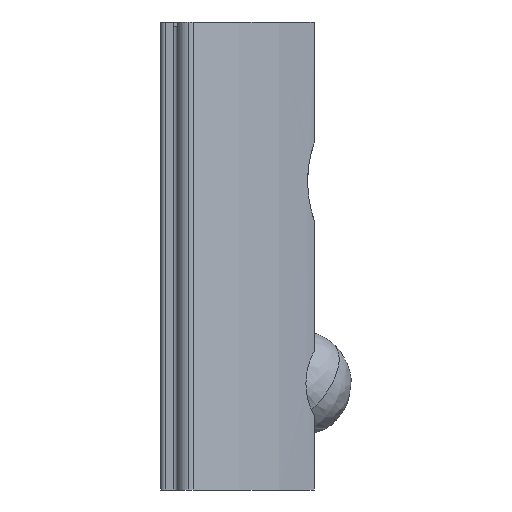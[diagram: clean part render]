
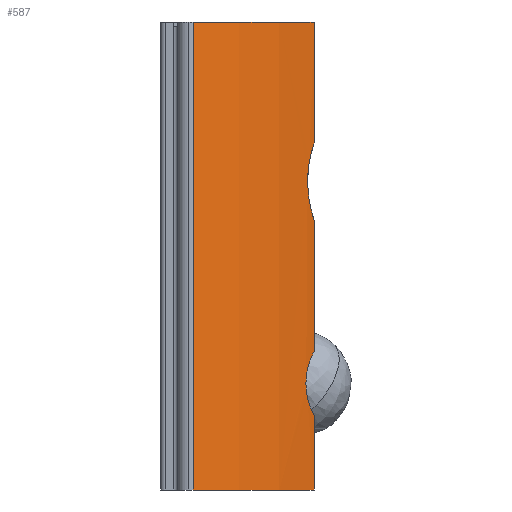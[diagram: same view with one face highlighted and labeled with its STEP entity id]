
A CAD part, left-side view. The second image highlights one B-rep face of the part: STEP entity #587.
In plain terms, the highlighted cylindrical face has radius 15 mm (diameter 30 mm), a partial arc.
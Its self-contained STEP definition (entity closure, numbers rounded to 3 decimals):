
#1 = CARTESIAN_POINT ( 'NONE',  ( -2.127, -7.107, 16.035 ) ) ;
#8 = AXIS2_PLACEMENT_3D ( 'NONE', #1131, #238, #570 ) ;
#9 = LINE ( 'NONE', #134, #1142 ) ;
#36 = DIRECTION ( 'NONE',  ( -1., 0., 0. ) ) ;
#38 = CARTESIAN_POINT ( 'NONE',  ( -2.278, -6.992, 6.064 ) ) ;
#56 = DIRECTION ( 'NONE',  ( 0., 0., 1. ) ) ;
#60 = CARTESIAN_POINT ( 'NONE',  ( -2.5, -6.818, 5. ) ) ;
#112 = CARTESIAN_POINT ( 'NONE',  ( -2., -7.2, 3.5 ) ) ;
#122 = CARTESIAN_POINT ( 'NONE',  ( -2.398, -6.898, 14.184 ) ) ;
#133 = DIRECTION ( 'NONE',  ( 0., 0., 1. ) ) ;
#134 = CARTESIAN_POINT ( 'NONE',  ( -2., -7.2, 22. ) ) ;
#136 = CARTESIAN_POINT ( 'NONE',  ( -2., -7.2, 6.5 ) ) ;
#146 = DIRECTION ( 'NONE',  ( 0., 0., -1. ) ) ;
#153 = ORIENTED_EDGE ( 'NONE', *, *, #1094, .T. ) ;
#159 = CARTESIAN_POINT ( 'NONE',  ( 6.854, 4.908, 22. ) ) ;
#163 = CARTESIAN_POINT ( 'NONE',  ( -6.702, -1.514, 22. ) ) ;
#194 = CIRCLE ( 'NONE', #857, 15. ) ;
#203 = VERTEX_POINT ( 'NONE', #163 ) ;
#209 = VERTEX_POINT ( 'NONE', #60 ) ;
#214 = ORIENTED_EDGE ( 'NONE', *, *, #1066, .T. ) ;
#217 = CARTESIAN_POINT ( 'NONE',  ( -2.355, -6.932, 15.127 ) ) ;
#220 = CARTESIAN_POINT ( 'NONE',  ( -2.5, -6.818, 5. ) ) ;
#228 = CARTESIAN_POINT ( 'NONE',  ( -2.409, -6.89, 5.681 ) ) ;
#238 = DIRECTION ( 'NONE',  ( 0., 0., 1. ) ) ;
#239 = CARTESIAN_POINT ( 'NONE',  ( -2., -7.2, 12.686 ) ) ;
#249 = LINE ( 'NONE', #843, #313 ) ;
#302 = AXIS2_PLACEMENT_3D ( 'NONE', #1093, #428, #36 ) ;
#313 = VECTOR ( 'NONE', #933, 1000. ) ;
#315 = CARTESIAN_POINT ( 'NONE',  ( -2., -7.2, 16.314 ) ) ;
#322 = CARTESIAN_POINT ( 'NONE',  ( -2.443, -6.864, 4.451 ) ) ;
#339 = DIRECTION ( 'NONE',  ( 0., 0., 1. ) ) ;
#343 = CARTESIAN_POINT ( 'NONE',  ( -2., -7.2, 12.686 ) ) ;
#347 = B_SPLINE_CURVE_WITH_KNOTS ( 'NONE', 3,
 ( #239, #1317, #1232, #1305, #122, #860, #429, #217, #1082, #1208, #1, #424 ),
 .UNSPECIFIED., .F., .F.,
 ( 4, 2, 2, 2, 2, 4 ),
 ( 0., 0.001, 0.002, 0.002, 0.003, 0.004 ),
 .UNSPECIFIED. ) ;
#355 = EDGE_CURVE ( 'NONE', #203, #794, #249, .T. ) ;
#390 = B_SPLINE_CURVE_WITH_KNOTS ( 'NONE', 3,
 ( #112, #1192, #1089, #751, #322, #421, #1196, #220 ),
 .UNSPECIFIED., .F., .F.,
 ( 4, 2, 2, 4 ),
 ( -0.002, -0.001, 0., 0. ),
 .UNSPECIFIED. ) ;
#421 = CARTESIAN_POINT ( 'NONE',  ( -2.488, -6.828, 4.72 ) ) ;
#424 = CARTESIAN_POINT ( 'NONE',  ( -2., -7.2, 16.314 ) ) ;
#428 = DIRECTION ( 'NONE',  ( 0., 0., -1. ) ) ;
#429 = CARTESIAN_POINT ( 'NONE',  ( -2.39, -6.905, 14.813 ) ) ;
#459 = CARTESIAN_POINT ( 'NONE',  ( -2., -7.2, 0. ) ) ;
#477 = ORIENTED_EDGE ( 'NONE', *, *, #915, .T. ) ;
#509 = ORIENTED_EDGE ( 'NONE', *, *, #581, .T. ) ;
#524 = VERTEX_POINT ( 'NONE', #540 ) ;
#528 = ORIENTED_EDGE ( 'NONE', *, *, #744, .T. ) ;
#540 = CARTESIAN_POINT ( 'NONE',  ( -2., -7.2, 22. ) ) ;
#547 = EDGE_CURVE ( 'NONE', #606, #1372, #9, .T. ) ;
#570 = DIRECTION ( 'NONE',  ( -1., 0., 0. ) ) ;
#581 = EDGE_CURVE ( 'NONE', #745, #209, #390, .T. ) ;
#587 = ADVANCED_FACE ( 'NONE', ( #1387 ), #996, .T. ) ;
#595 = VECTOR ( 'NONE', #339, 1000. ) ;
#606 = VERTEX_POINT ( 'NONE', #1215 ) ;
#622 = EDGE_CURVE ( 'NONE', #794, #1078, #712, .T. ) ;
#647 = EDGE_CURVE ( 'NONE', #524, #203, #194, .T. ) ;
#664 = DIRECTION ( 'NONE',  ( -1., 0., 0. ) ) ;
#677 = CARTESIAN_POINT ( 'NONE',  ( -2.5, -6.818, 5.14 ) ) ;
#712 = CIRCLE ( 'NONE', #8, 15. ) ;
#740 = LINE ( 'NONE', #1010, #595 ) ;
#744 = EDGE_CURVE ( 'NONE', #1078, #745, #1146, .T. ) ;
#745 = VERTEX_POINT ( 'NONE', #1346 ) ;
#751 = CARTESIAN_POINT ( 'NONE',  ( -2.409, -6.89, 4.32 ) ) ;
#785 = CARTESIAN_POINT ( 'NONE',  ( -2.443, -6.863, 5.547 ) ) ;
#794 = VERTEX_POINT ( 'NONE', #1064 ) ;
#798 = CARTESIAN_POINT ( 'NONE',  ( -2.154, -7.088, 6.295 ) ) ;
#819 = ORIENTED_EDGE ( 'NONE', *, *, #547, .T. ) ;
#843 = CARTESIAN_POINT ( 'NONE',  ( -6.702, -1.514, 22. ) ) ;
#857 = AXIS2_PLACEMENT_3D ( 'NONE', #159, #146, #664 ) ;
#860 = CARTESIAN_POINT ( 'NONE',  ( -2.398, -6.898, 14.656 ) ) ;
#900 = CARTESIAN_POINT ( 'NONE',  ( -2.488, -6.827, 5.278 ) ) ;
#910 = CARTESIAN_POINT ( 'NONE',  ( -2., -7.2, 22. ) ) ;
#915 = EDGE_CURVE ( 'NONE', #1372, #1349, #347, .T. ) ;
#933 = DIRECTION ( 'NONE',  ( 0., 0., -1. ) ) ;
#996 = CYLINDRICAL_SURFACE ( 'NONE', #302, 15. ) ;
#1010 = CARTESIAN_POINT ( 'NONE',  ( -2., -7.2, 22. ) ) ;
#1064 = CARTESIAN_POINT ( 'NONE',  ( -6.702, -1.514, 0. ) ) ;
#1066 = EDGE_CURVE ( 'NONE', #209, #606, #1292, .T. ) ;
#1078 = VERTEX_POINT ( 'NONE', #459 ) ;
#1079 = EDGE_LOOP ( 'NONE', ( #1120, #1371, #1175, #528, #509, #214, #819, #477, #153 ) ) ;
#1082 = CARTESIAN_POINT ( 'NONE',  ( -2.329, -6.953, 15.284 ) ) ;
#1089 = CARTESIAN_POINT ( 'NONE',  ( -2.278, -6.992, 3.935 ) ) ;
#1093 = CARTESIAN_POINT ( 'NONE',  ( 6.854, 4.908, 22. ) ) ;
#1094 = EDGE_CURVE ( 'NONE', #1349, #524, #740, .T. ) ;
#1104 = VECTOR ( 'NONE', #56, 1000. ) ;
#1120 = ORIENTED_EDGE ( 'NONE', *, *, #647, .T. ) ;
#1131 = CARTESIAN_POINT ( 'NONE',  ( 6.854, 4.908, 0. ) ) ;
#1142 = VECTOR ( 'NONE', #133, 1000. ) ;
#1146 = LINE ( 'NONE', #910, #1104 ) ;
#1175 = ORIENTED_EDGE ( 'NONE', *, *, #622, .T. ) ;
#1192 = CARTESIAN_POINT ( 'NONE',  ( -2.154, -7.088, 3.705 ) ) ;
#1196 = CARTESIAN_POINT ( 'NONE',  ( -2.5, -6.818, 4.86 ) ) ;
#1208 = CARTESIAN_POINT ( 'NONE',  ( -2.226, -7.031, 15.744 ) ) ;
#1215 = CARTESIAN_POINT ( 'NONE',  ( -2., -7.2, 6.5 ) ) ;
#1232 = CARTESIAN_POINT ( 'NONE',  ( -2.226, -7.032, 13.255 ) ) ;
#1292 = B_SPLINE_CURVE_WITH_KNOTS ( 'NONE', 3,
 ( #1328, #677, #900, #785, #228, #38, #798, #136 ),
 .UNSPECIFIED., .F., .F.,
 ( 4, 2, 2, 4 ),
 ( 0., 0., 0.001, 0.002 ),
 .UNSPECIFIED. ) ;
#1305 = CARTESIAN_POINT ( 'NONE',  ( -2.362, -6.927, 13.863 ) ) ;
#1317 = CARTESIAN_POINT ( 'NONE',  ( -2.127, -7.107, 12.965 ) ) ;
#1328 = CARTESIAN_POINT ( 'NONE',  ( -2.5, -6.818, 5. ) ) ;
#1346 = CARTESIAN_POINT ( 'NONE',  ( -2., -7.2, 3.5 ) ) ;
#1349 = VERTEX_POINT ( 'NONE', #315 ) ;
#1371 = ORIENTED_EDGE ( 'NONE', *, *, #355, .T. ) ;
#1372 = VERTEX_POINT ( 'NONE', #343 ) ;
#1387 = FACE_OUTER_BOUND ( 'NONE', #1079, .T. ) ;
